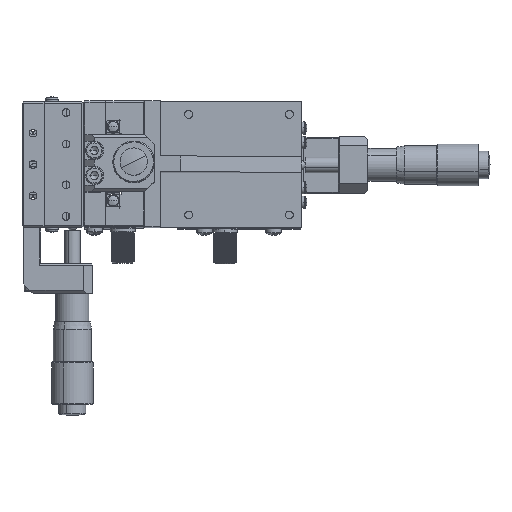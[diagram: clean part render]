
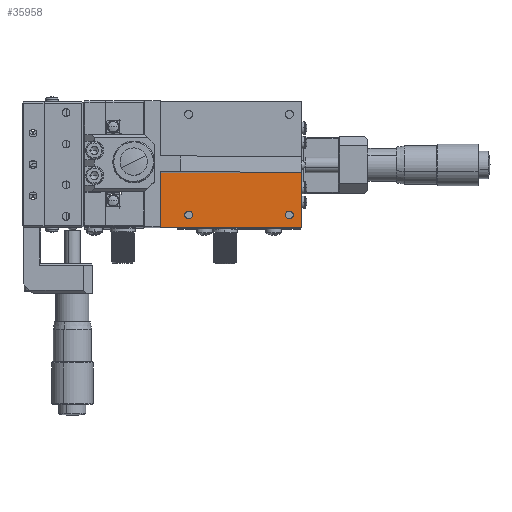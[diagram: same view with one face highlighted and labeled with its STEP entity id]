
A CAD part, front view. The second image highlights one B-rep face of the part: STEP entity #35958.
In plain terms, the highlighted planar face has unit normal (0, -1, 0.011).
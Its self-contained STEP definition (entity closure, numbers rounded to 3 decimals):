
#430 = AXIS2_PLACEMENT_3D ( 'NONE', #12126, #5828, #57092 ) ;
#1967 = VECTOR ( 'NONE', #61388, 1000. ) ;
#5184 = DIRECTION ( 'NONE',  ( 0., -1., 0.011 ) ) ;
#5692 = EDGE_CURVE ( 'NONE', #59252, #27593, #65222, .T. ) ;
#5828 = DIRECTION ( 'NONE',  ( 0., -1., 0.011 ) ) ;
#6155 = DIRECTION ( 'NONE',  ( 0., -0.011, -1. ) ) ;
#7432 = FACE_OUTER_BOUND ( 'NONE', #66494, .T. ) ;
#7894 = ORIENTED_EDGE ( 'NONE', *, *, #48193, .F. ) ;
#8157 = ORIENTED_EDGE ( 'NONE', *, *, #58304, .F. ) ;
#8294 = CARTESIAN_POINT ( 'NONE',  ( -40.11, 16.29, 26.543 ) ) ;
#8633 = CARTESIAN_POINT ( 'NONE',  ( -40.11, 16.089, 9.044 ) ) ;
#9172 = EDGE_LOOP ( 'NONE', ( #36041, #31092 ) ) ;
#10042 = CARTESIAN_POINT ( 'NONE',  ( 0.89, 16.149, 14.294 ) ) ;
#11958 = CARTESIAN_POINT ( 'NONE',  ( -31.11, 16.135, 13.044 ) ) ;
#12126 = CARTESIAN_POINT ( 'NONE',  ( -31.11, 16.135, 13.044 ) ) ;
#12457 = ORIENTED_EDGE ( 'NONE', *, *, #36978, .F. ) ;
#12934 = DIRECTION ( 'NONE',  ( 0., 0.011, 1. ) ) ;
#13785 = AXIS2_PLACEMENT_3D ( 'NONE', #11958, #5184, #6155 ) ;
#13908 = ORIENTED_EDGE ( 'NONE', *, *, #65749, .T. ) ;
#14294 = VERTEX_POINT ( 'NONE', #67995 ) ;
#14450 = VERTEX_POINT ( 'NONE', #59809 ) ;
#16221 = LINE ( 'NONE', #45990, #50519 ) ;
#17395 = FACE_BOUND ( 'NONE', #58423, .T. ) ;
#17583 = AXIS2_PLACEMENT_3D ( 'NONE', #71560, #43035, #54133 ) ;
#18953 = DIRECTION ( 'NONE',  ( 1., 0., 0. ) ) ;
#20182 = DIRECTION ( 'NONE',  ( 0., 1., -0.011 ) ) ;
#21507 = VERTEX_POINT ( 'NONE', #40857 ) ;
#21693 = CARTESIAN_POINT ( 'NONE',  ( 0.89, 16.135, 13.044 ) ) ;
#22167 = CIRCLE ( 'NONE', #13785, 1.25 ) ;
#27593 = VERTEX_POINT ( 'NONE', #62034 ) ;
#27674 = VERTEX_POINT ( 'NONE', #42000 ) ;
#29452 = CARTESIAN_POINT ( 'NONE',  ( 4.89, 16.29, 26.543 ) ) ;
#29895 = LINE ( 'NONE', #8294, #71448 ) ;
#30599 = DIRECTION ( 'NONE',  ( 0., 0.011, 1. ) ) ;
#31092 = ORIENTED_EDGE ( 'NONE', *, *, #73278, .F. ) ;
#33102 = VECTOR ( 'NONE', #12934, 1000. ) ;
#35958 = ADVANCED_FACE ( 'NONE', ( #43609, #17395, #7432 ), #48959, .F. ) ;
#36041 = ORIENTED_EDGE ( 'NONE', *, *, #66112, .F. ) ;
#36978 = EDGE_CURVE ( 'NONE', #14450, #62996, #73248, .T. ) ;
#37039 = ORIENTED_EDGE ( 'NONE', *, *, #51898, .T. ) ;
#40470 = ORIENTED_EDGE ( 'NONE', *, *, #5692, .F. ) ;
#40857 = CARTESIAN_POINT ( 'NONE',  ( -31.11, 16.149, 14.294 ) ) ;
#41505 = CARTESIAN_POINT ( 'NONE',  ( 4.89, 16.089, 9.044 ) ) ;
#42000 = CARTESIAN_POINT ( 'NONE',  ( 4.89, 16.089, 9.044 ) ) ;
#43035 = DIRECTION ( 'NONE',  ( 0., -1., 0.011 ) ) ;
#43609 = FACE_BOUND ( 'NONE', #9172, .T. ) ;
#45662 = CIRCLE ( 'NONE', #430, 1.25 ) ;
#45990 = CARTESIAN_POINT ( 'NONE',  ( -40.11, 16.089, 9.044 ) ) ;
#48193 = EDGE_CURVE ( 'NONE', #62996, #14450, #70032, .T. ) ;
#48793 = AXIS2_PLACEMENT_3D ( 'NONE', #21693, #68175, #68922 ) ;
#48959 = PLANE ( 'NONE',  #72475 ) ;
#50014 = CARTESIAN_POINT ( 'NONE',  ( -40.11, 16.089, 9.044 ) ) ;
#50519 = VECTOR ( 'NONE', #64163, 1000. ) ;
#51898 = EDGE_CURVE ( 'NONE', #59252, #27674, #16221, .T. ) ;
#54133 = DIRECTION ( 'NONE',  ( 0., -0.011, -1. ) ) ;
#54740 = CARTESIAN_POINT ( 'NONE',  ( -40.11, 16.089, 9.044 ) ) ;
#57092 = DIRECTION ( 'NONE',  ( 0., -0.011, -1. ) ) ;
#58304 = EDGE_CURVE ( 'NONE', #27593, #68518, #29895, .T. ) ;
#58423 = EDGE_LOOP ( 'NONE', ( #12457, #7894 ) ) ;
#59252 = VERTEX_POINT ( 'NONE', #8633 ) ;
#59809 = CARTESIAN_POINT ( 'NONE',  ( 0.89, 16.12, 11.794 ) ) ;
#61388 = DIRECTION ( 'NONE',  ( 0., 0.011, 1. ) ) ;
#61951 = LINE ( 'NONE', #41505, #33102 ) ;
#62034 = CARTESIAN_POINT ( 'NONE',  ( -40.11, 16.29, 26.543 ) ) ;
#62996 = VERTEX_POINT ( 'NONE', #10042 ) ;
#64163 = DIRECTION ( 'NONE',  ( 1., 0., 0. ) ) ;
#65222 = LINE ( 'NONE', #50014, #1967 ) ;
#65749 = EDGE_CURVE ( 'NONE', #27674, #68518, #61951, .T. ) ;
#66112 = EDGE_CURVE ( 'NONE', #14294, #21507, #45662, .T. ) ;
#66494 = EDGE_LOOP ( 'NONE', ( #13908, #8157, #40470, #37039 ) ) ;
#67995 = CARTESIAN_POINT ( 'NONE',  ( -31.11, 16.12, 11.794 ) ) ;
#68175 = DIRECTION ( 'NONE',  ( 0., -1., 0.011 ) ) ;
#68518 = VERTEX_POINT ( 'NONE', #29452 ) ;
#68922 = DIRECTION ( 'NONE',  ( 0., -0.011, -1. ) ) ;
#70032 = CIRCLE ( 'NONE', #17583, 1.25 ) ;
#71448 = VECTOR ( 'NONE', #18953, 1000. ) ;
#71560 = CARTESIAN_POINT ( 'NONE',  ( 0.89, 16.135, 13.044 ) ) ;
#72475 = AXIS2_PLACEMENT_3D ( 'NONE', #54740, #20182, #30599 ) ;
#73248 = CIRCLE ( 'NONE', #48793, 1.25 ) ;
#73278 = EDGE_CURVE ( 'NONE', #21507, #14294, #22167, .T. ) ;
